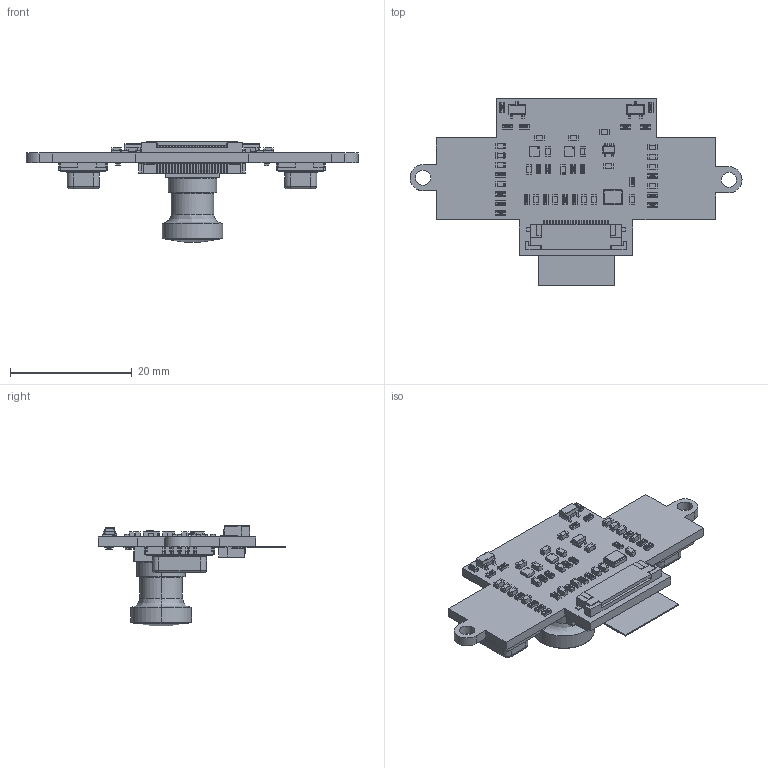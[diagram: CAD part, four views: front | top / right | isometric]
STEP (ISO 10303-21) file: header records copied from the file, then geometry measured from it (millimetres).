
FILE_DESCRIPTION(('Open CASCADE Model'),'2;1');
FILE_NAME('Open CASCADE Shape Model','2021-06-09T09:36:32',('Author'),( 'Open CASCADE'),'Open CASCADE STEP processor 6.8','Open CASCADE 6.8' ,'Unknown');
FILE_SCHEMA(('AUTOMOTIVE_DESIGN { 1 0 10303 214 1 1 1 1 }'));
Length unit declared in the file: millimetre
Products named in the file (76): PCB; Board; Open CASCADE STEP translator 6.8 1.1.1; R11; 0603_resistor; R10; IC3; 6015647232; Body; ThermalPin; PinsArrayLR; R2; R1; R3; R4; J1; Amphenol_SFV24R; Y1; Abracon_ASVTX-11; R24; R23; R22; R21; R20; R19; R18; R17; R16; R15; R14; R13; R12; R8; R6; R5; J2; SFV22R-2STE1HLF; IC7; sot-23-3; IC6 ...
Assembly tree (125 placements, depth 4):
  PCB
    Board
      Open CASCADE STEP translator 6.8 1.1.1
    R11
      0603_resistor
    R10
      0603_resistor
    IC3
      6015647232
        Body
        ThermalPin
        PinsArrayLR
    R2
      0603_resistor
    R1
      0603_resistor
    R3
      0603_resistor
    R4
      0603_resistor
    J1
      Amphenol_SFV24R
    Y1
      Abracon_ASVTX-11
    R24
      0603_resistor
    R23
      0603_resistor
    R22
      0603_resistor
    R21
      0603_resistor
    R20
      0603_resistor
    R19
      0603_resistor
    R18
      0603_resistor
    R17
      0603_resistor
    R16
      0603_resistor
    R15
      0603_resistor
    R14
      0603_resistor
    R13
      0603_resistor
    R12
      0603_resistor
    R8
      0603_resistor
    R6
      0603_resistor
    R5
      0603_resistor
    J2
      SFV22R-2STE1HLF
    IC7
      sot-23-3
Bounding box: 54.6 x 30.85 x 16.49 mm (x, y, z)
Volume: 3044.5 mm3; surface area: 5719.2 mm2
Topology: 137 solids, 137 shells, 4626 faces, 12891 edges, 8350 vertices
Faces by surface type: plane 3011, cylinder 1186, sphere 376, torus 28, bspline 25
Full cylindrical faces by diameter (mm): 0.2 x2, 2.5 x2
Entity records: 65775 total; most frequent: CARTESIAN_POINT 12016, ORIENTED_EDGE 10748, DIRECTION 10317, EDGE_CURVE 5374, LINE 4413, VECTOR 4413, VERTEX_POINT 3532, AXIS2_PLACEMENT_3D 2952
